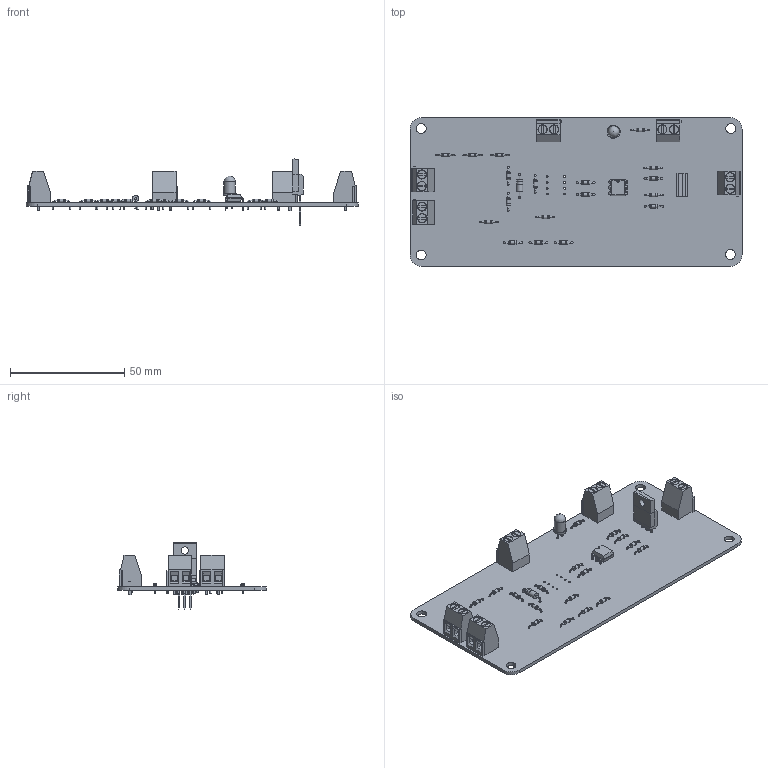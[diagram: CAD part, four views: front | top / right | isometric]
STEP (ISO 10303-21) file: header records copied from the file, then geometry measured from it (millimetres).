
FILE_DESCRIPTION(('KiCad electronic assembly'),'2;1');
FILE_NAME('AIL.step','2024-10-23T18:05:35',('Pcbnew'),('Kicad'), 'Open CASCADE STEP processor 7.8','KiCad to STEP converter','Unknown' );
FILE_SCHEMA(('AUTOMOTIVE_DESIGN { 1 0 10303 214 1 1 1 1 }'));
Length unit declared in the file: millimetre
Products named in the file (14): AIL 1; R_Axial_DIN0204_L3.6mm_D1.6mm_P7.62mm_Horizontal; R_Axial_DIN0204_L36mm_D16mm_P762mm_Horizontal; TerminalBlock_Phoenix_MKDS-1,5-2-5.08_1x02_P5.08mm_Horizontal; TerminalBlock_Phoenix_MKDS_15_2_508_1x02_P508mm_Horizontal; LED_D5.0mm; D_A-405_P10.16mm_Horizontal; TO-220F-3_Vertical; DIP-6_W7.62mm; AIL_PCB
Assembly tree (34 placements, depth 3):
  AIL 1
    R_Axial_DIN0204_L3.6mm_D1.6mm_P7.62mm_Horizontal  x18
      R_Axial_DIN0204_L36mm_D16mm_P762mm_Horizontal
    TerminalBlock_Phoenix_MKDS-1,5-2-5.08_1x02_P5.08mm_Horizontal  x5
      TerminalBlock_Phoenix_MKDS_15_2_508_1x02_P508mm_Horizontal
    LED_D5.0mm
      LED_D5.0mm
    D_A-405_P10.16mm_Horizontal
      D_A-405_P10.16mm_Horizontal
    TO-220F-3_Vertical
      TO-220F-3_Vertical
    DIP-6_W7.62mm
      DIP-6_W7.62mm
    AIL_PCB
Bounding box: 145 x 65 x 28.85 mm (x, y, z)
Volume: 21049.9 mm3; surface area: 28222.8 mm2
Topology: 28 solids, 28 shells, 1025 faces, 2340 edges, 1469 vertices
Faces by surface type: plane 648, cylinder 244, torus 74, bspline 58, sphere 1
Full cylindrical faces by diameter (mm): 0.5 x72, 0.6 x4, 0.7 x36, 0.8 x14, 0.9 x4, 1.2 x3, 1.3 x10, 1.44 x18, 1.6 x36, 2.7 x2, 2.72 x1, 3.18 x1, 3.8 x10, 4 x10, 4.3 x4, 4.9 x1
Entity records: 14561 total; most frequent: CARTESIAN_POINT 2426, DIRECTION 1992, ORIENTED_EDGE 1960, EDGE_CURVE 980, LINE 692, VECTOR 692, AXIS2_PLACEMENT_3D 650, VERTEX_POINT 629
